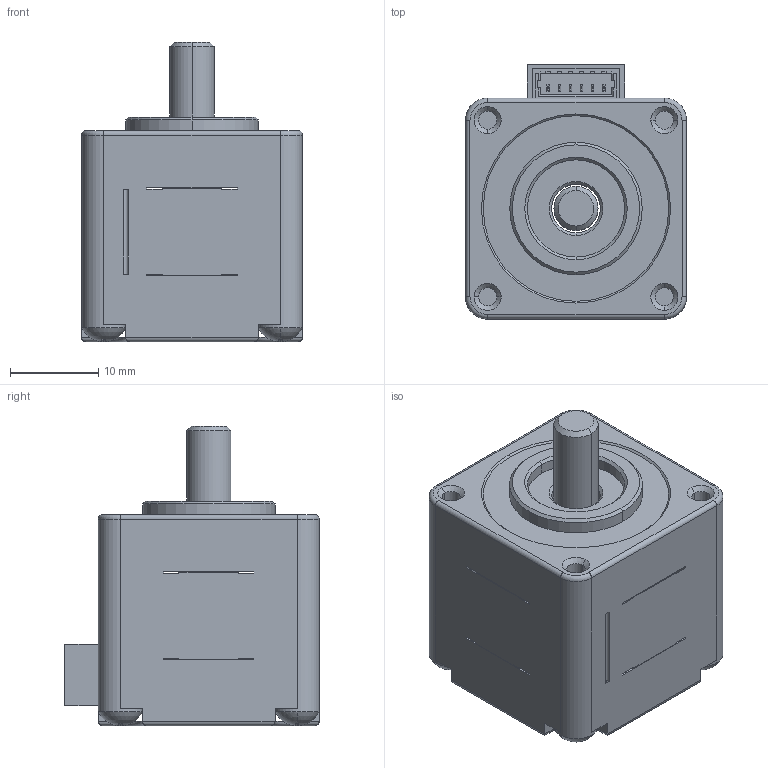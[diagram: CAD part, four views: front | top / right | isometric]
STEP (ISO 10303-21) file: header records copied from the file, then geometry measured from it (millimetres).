
FILE_DESCRIPTION((''),'2;1');
FILE_NAME('FL25STH23-0704A_SW0002','2021-04-22T10:15:08',('xujiajun'),(''),'CREO PARAMETRIC BY PTC INC, 2017110','CREO PARAMETRIC BY PTC INC, 2017110','');
FILE_SCHEMA(('CONFIG_CONTROL_DESIGN'));
Length unit declared in the file: millimetre
Products named in the file (1): FL25STH23-0704A_SW0002
Bounding box: 25 x 28.8 x 33.9 mm (x, y, z)
Surface area: 4393.5 mm2 (no closed solid volume)
Topology: 0 solids, 11 shells, 209 faces, 960 edges, 726 vertices
Faces by surface type: plane 128, cylinder 43, cone 22, sphere 8, torus 8
Entity records: 9754 total; most frequent: CARTESIAN_POINT 2041, DIRECTION 1593, ORIENTED_EDGE 1393, EDGE_CURVE 956, VERTEX_POINT 726, VECTOR 657, LINE 657, AXIS2_PLACEMENT_3D 468
